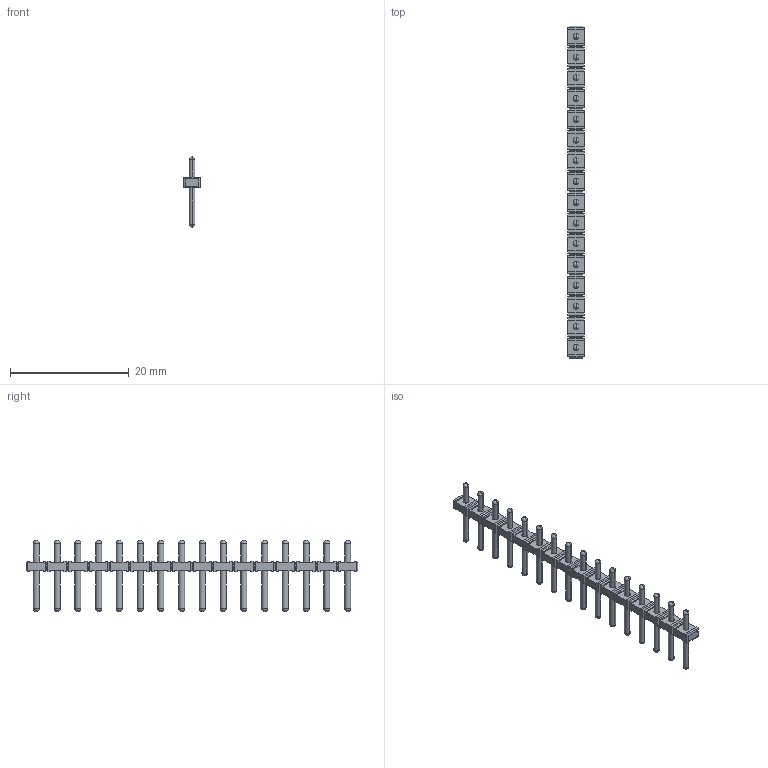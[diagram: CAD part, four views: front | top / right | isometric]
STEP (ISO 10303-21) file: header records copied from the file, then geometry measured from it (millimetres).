
FILE_DESCRIPTION((''),'2;1');
FILE_NAME('1111','2024-09-29T11:53:49',('tluser'),(''),'CREO PARAMETRIC BY PTC INC, 2018100','CREO PARAMETRIC BY PTC INC, 2018100','');
FILE_SCHEMA(('CONFIG_CONTROL_DESIGN'));
Length unit declared in the file: millimetre
Products named in the file (1): 1111
Bounding box: 2.8 x 56 x 12 mm (x, y, z)
Volume: 360.2 mm3; surface area: 1072.4 mm2
Topology: 1 solids, 1 shells, 518 faces, 1228 edges, 680 vertices
Faces by surface type: plane 390, cylinder 64, sphere 64
Entity records: 13954 total; most frequent: DIRECTION 2392, CARTESIAN_POINT 2362, ORIENTED_EDGE 2328, EDGE_CURVE 1164, VECTOR 972, LINE 972, AXIS2_PLACEMENT_3D 710, VERTEX_POINT 680
